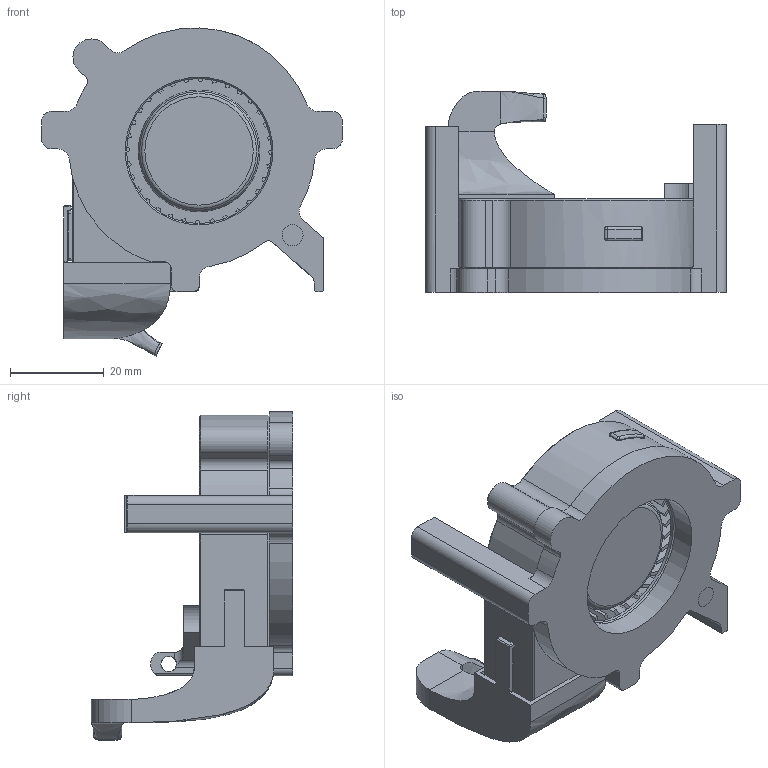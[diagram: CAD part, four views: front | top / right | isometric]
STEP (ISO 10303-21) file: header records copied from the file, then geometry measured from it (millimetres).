
FILE_DESCRIPTION(/* description */ (''),/* implementation_level */ '2;1');
FILE_NAME(/* name */ 'Part Cooling Fan.step',/* time_stamp */ '2025-06-18T18:04:30+03:00',/* author */ (''),/* organization */ (''),/* preprocessor_version */ 'ST-DEVELOPER v20.1',/* originating_system */ 'Autodesk Translation Framework v14.10.0.0',/* authorisation */ '');
FILE_SCHEMA (('AUTOMOTIVE_DESIGN { 1 0 10303 214 3 1 1 }'));
Length unit declared in the file: millimetre
Products named in the file (2): Part Cooling Fan; Radial_Fan_50x15
Assembly tree (1 placements, depth 2):
  Part Cooling Fan
    Radial_Fan_50x15
Bounding box: 64.21 x 43.04 x 70.14 mm (x, y, z)
Volume: 29675 mm3; surface area: 31437.5 mm2
Topology: 4 solids, 4 shells, 490 faces, 1300 edges, 824 vertices
Faces by surface type: plane 280, cylinder 132, bspline 35, cone 23, sphere 12, torus 8
Full cylindrical faces by diameter (mm): 3.3 x1, 4.5 x7, 26 x2, 31 x1, 31.6 x1, 42.168 x1
Entity records: 18877 total; most frequent: CARTESIAN_POINT 6615, ORIENTED_EDGE 2580, DIRECTION 2503, EDGE_CURVE 1290, LINE 845, VECTOR 845, AXIS2_PLACEMENT_3D 829, VERTEX_POINT 824
